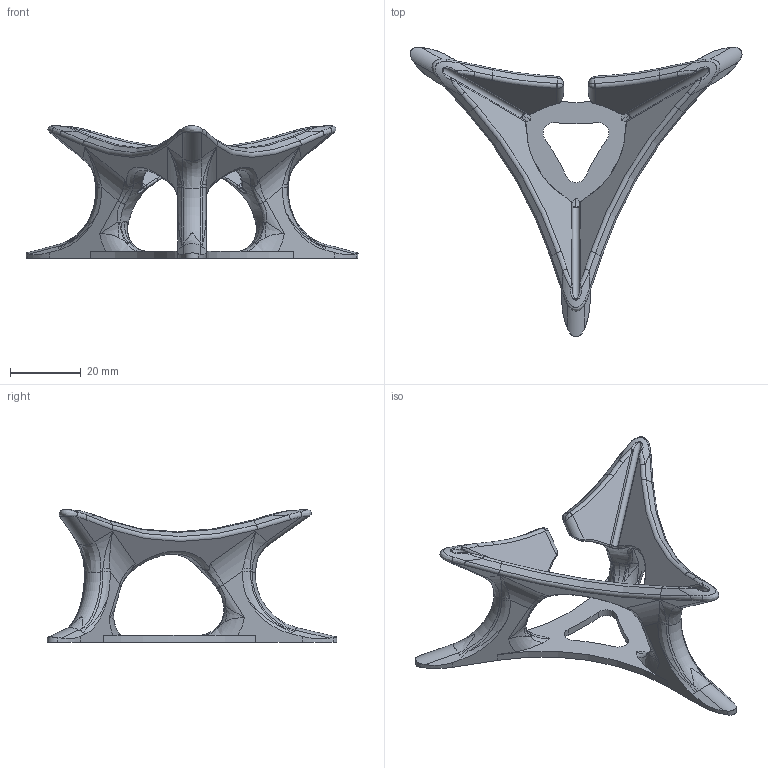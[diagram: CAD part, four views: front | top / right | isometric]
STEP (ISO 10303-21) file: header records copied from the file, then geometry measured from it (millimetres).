
FILE_DESCRIPTION(/* description */ (''),/* implementation_level */ '2;1');
FILE_NAME(/* name */ 'edge_stand.stp',/* time_stamp */ '2024-01-02T20:41:04+01:00',/* author */ (''),/* organization */ (''),/* preprocessor_version */ 'ST-DEVELOPER v16',/* originating_system */ 'SIEMENS PLM Software NX 11.0',/* authorisation */ '');
FILE_SCHEMA (('AUTOMOTIVE_DESIGN { 1 0 10303 214 3 1 1 1 }'));
Length unit declared in the file: millimetre
Products named in the file (1): podst
Bounding box: 94.04 x 81.98 x 37.62 mm (x, y, z)
Volume: 17657.5 mm3; surface area: 10851.4 mm2
Topology: 1 solids, 1 shells, 297 faces, 749 edges, 424 vertices
Faces by surface type: bspline 164, cylinder 74, plane 28, revolution 18, torus 11, sphere 2
Entity records: 12892 total; most frequent: CARTESIAN_POINT 6973, ORIENTED_EDGE 1446, DIRECTION 969, EDGE_CURVE 723, VERTEX_POINT 424, AXIS2_PLACEMENT_3D 409, B_SPLINE_CURVE_WITH_KNOTS 315, EDGE_LOOP 299
